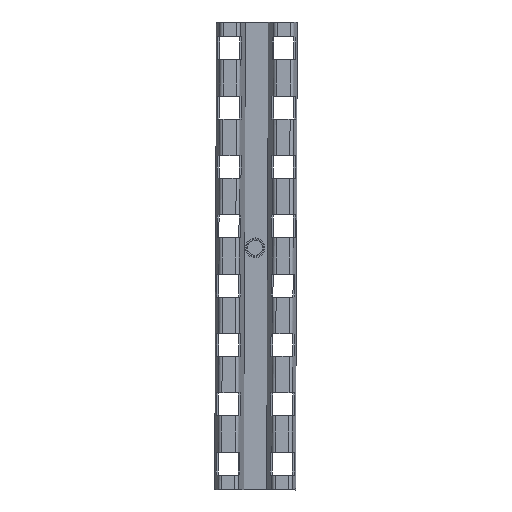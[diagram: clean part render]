
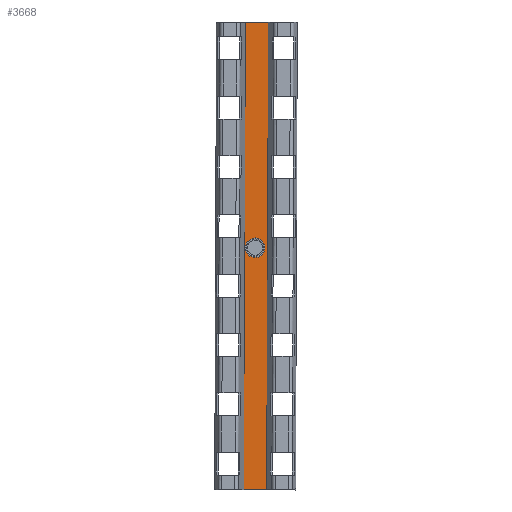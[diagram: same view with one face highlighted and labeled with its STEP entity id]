
A CAD part, top view. The second image highlights one B-rep face of the part: STEP entity #3668.
In plain terms, the highlighted planar face has unit normal (0, 0, 1).
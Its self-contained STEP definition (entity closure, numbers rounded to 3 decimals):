
#16=FACE_BOUND('',#444,.T.);
#133=PLANE('',#3902);
#288=FACE_OUTER_BOUND('',#443,.T.);
#443=EDGE_LOOP('',(#3451,#3452,#3453,#3454));
#444=EDGE_LOOP('',(#3455));
#515=LINE('',#4861,#987);
#534=LINE('',#4907,#1006);
#646=LINE('',#5143,#1118);
#981=LINE('',#5909,#1453);
#987=VECTOR('',#3921,1.);
#1006=VECTOR('',#3956,1.);
#1118=VECTOR('',#4096,1.);
#1453=VECTOR('',#4837,1.);
#1463=CIRCLE('',#3812,8.259);
#1474=VERTEX_POINT('',#4858);
#1475=VERTEX_POINT('',#4860);
#1494=VERTEX_POINT('',#4906);
#1604=VERTEX_POINT('',#5141);
#1764=VERTEX_POINT('',#5586);
#1840=EDGE_CURVE('',#1474,#1475,#515,.T.);
#1863=EDGE_CURVE('',#1494,#1475,#534,.T.);
#1982=EDGE_CURVE('',#1604,#1474,#646,.T.);
#2212=EDGE_CURVE('',#1764,#1764,#1463,.T.);
#2380=EDGE_CURVE('',#1604,#1494,#981,.T.);
#3451=ORIENTED_EDGE('',*,*,#2380,.T.);
#3452=ORIENTED_EDGE('',*,*,#1863,.T.);
#3453=ORIENTED_EDGE('',*,*,#1840,.F.);
#3454=ORIENTED_EDGE('',*,*,#1982,.F.);
#3455=ORIENTED_EDGE('',*,*,#2212,.T.);
#3668=ADVANCED_FACE('',(#288,#16),#133,.T.);
#3812=AXIS2_PLACEMENT_3D('',#5587,#4492,#4493);
#3902=AXIS2_PLACEMENT_3D('',#5908,#4835,#4836);
#3921=DIRECTION('',(-1.,0.004,0.));
#3956=DIRECTION('',(-0.004,-1.,0.));
#4096=DIRECTION('',(-0.004,-1.,0.));
#4492=DIRECTION('center_axis',(0.,0.,
-1.));
#4493=DIRECTION('ref_axis',(-0.476,0.879,0.));
#4835=DIRECTION('center_axis',(0.,0.,
1.));
#4836=DIRECTION('ref_axis',(-1.,0.004,0.));
#4837=DIRECTION('',(-1.,0.004,0.));
#4858=CARTESIAN_POINT('',(95.124,26.484,-27.379));
#4860=CARTESIAN_POINT('',(75.651,26.557,-27.379));
#4861=CARTESIAN_POINT('',(95.124,26.484,-27.379));
#4906=CARTESIAN_POINT('',(77.125,420.554,-27.379));
#4907=CARTESIAN_POINT('',(77.125,420.554,-27.379));
#5141=CARTESIAN_POINT('',(96.598,420.481,-27.379));
#5143=CARTESIAN_POINT('',(96.598,420.481,-27.379));
#5586=CARTESIAN_POINT('',(89.32,223.257,-27.379));
#5587=CARTESIAN_POINT('Origin',(85.388,230.52,-27.379));
#5908=CARTESIAN_POINT('Origin',(96.598,420.481,-27.379));
#5909=CARTESIAN_POINT('',(96.598,420.481,-27.379));
